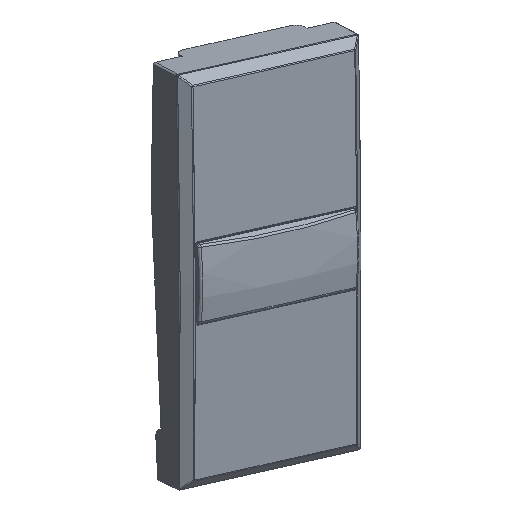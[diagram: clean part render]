
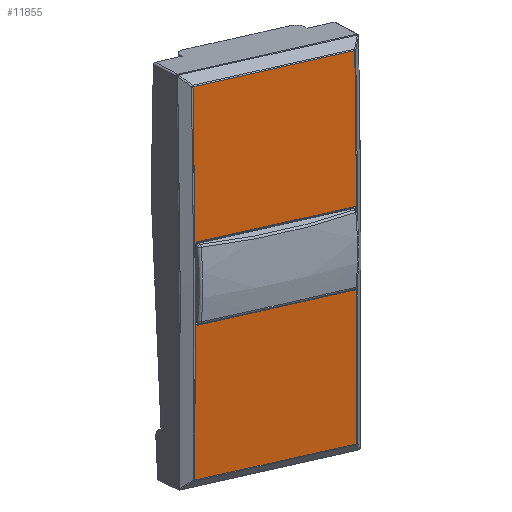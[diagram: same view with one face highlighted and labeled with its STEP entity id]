
A CAD part, top view. The second image highlights one B-rep face of the part: STEP entity #11855.
In plain terms, the highlighted cylindrical face has radius 835.198 mm (diameter 1670.4 mm), a partial arc.
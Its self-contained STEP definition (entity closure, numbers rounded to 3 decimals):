
#10944=CARTESIAN_POINT('Vertex',(-4.452,-9.427,9.263)) ;
#10950=CARTESIAN_POINT('Vertex',(-4.452,9.427,9.263)) ;
#10953=CARTESIAN_POINT('Line Origine',(-4.452,0.,9.263)) ;
#10974=CARTESIAN_POINT('Vertex',(-4.152,9.727,9.265)) ;
#10978=CARTESIAN_POINT('Control Point',(-4.452,9.427,9.263)) ;
#10979=CARTESIAN_POINT('Control Point',(-4.452,9.544,9.263)) ;
#10980=CARTESIAN_POINT('Control Point',(-4.389,9.664,9.263)) ;
#10981=CARTESIAN_POINT('Control Point',(-4.269,9.727,9.264)) ;
#10982=CARTESIAN_POINT('Control Point',(-4.152,9.727,9.265)) ;
#10997=CARTESIAN_POINT('Control Point',(4.152,9.727,9.265)) ;
#10998=CARTESIAN_POINT('Control Point',(1.384,9.727,9.278)) ;
#10999=CARTESIAN_POINT('Control Point',(-1.384,9.727,9.278)) ;
#11000=CARTESIAN_POINT('Control Point',(-4.152,9.727,9.265)) ;
#11001=CARTESIAN_POINT('Vertex',(4.152,9.727,9.265)) ;
#11024=CARTESIAN_POINT('Vertex',(4.452,9.427,9.263)) ;
#11028=CARTESIAN_POINT('Control Point',(4.452,9.427,9.263)) ;
#11029=CARTESIAN_POINT('Control Point',(4.452,9.544,9.263)) ;
#11030=CARTESIAN_POINT('Control Point',(4.389,9.664,9.263)) ;
#11031=CARTESIAN_POINT('Control Point',(4.269,9.727,9.264)) ;
#11032=CARTESIAN_POINT('Control Point',(4.152,9.727,9.265)) ;
#11047=CARTESIAN_POINT('Control Point',(4.452,9.427,9.263)) ;
#11048=CARTESIAN_POINT('Control Point',(4.452,-9.427,9.263)) ;
#11049=CARTESIAN_POINT('Vertex',(4.452,-9.427,9.263)) ;
#11072=CARTESIAN_POINT('Vertex',(4.152,-9.727,9.265)) ;
#11076=CARTESIAN_POINT('Control Point',(4.452,-9.427,9.263)) ;
#11077=CARTESIAN_POINT('Control Point',(4.452,-9.544,9.263)) ;
#11078=CARTESIAN_POINT('Control Point',(4.389,-9.664,9.263)) ;
#11079=CARTESIAN_POINT('Control Point',(4.269,-9.727,9.264)) ;
#11080=CARTESIAN_POINT('Control Point',(4.152,-9.727,9.265)) ;
#11097=CARTESIAN_POINT('Vertex',(-4.152,-9.727,9.265)) ;
#11101=CARTESIAN_POINT('Control Point',(-4.152,-9.727,9.265)) ;
#11102=CARTESIAN_POINT('Control Point',(-1.384,-9.727,9.278)) ;
#11103=CARTESIAN_POINT('Control Point',(1.384,-9.727,9.278)) ;
#11104=CARTESIAN_POINT('Control Point',(4.152,-9.727,9.265)) ;
#11119=CARTESIAN_POINT('Control Point',(-4.452,-9.427,9.263)) ;
#11120=CARTESIAN_POINT('Control Point',(-4.452,-9.544,9.263)) ;
#11121=CARTESIAN_POINT('Control Point',(-4.389,-9.664,9.263)) ;
#11122=CARTESIAN_POINT('Control Point',(-4.269,-9.727,9.264)) ;
#11123=CARTESIAN_POINT('Control Point',(-4.152,-9.727,9.265)) ;
#11804=CARTESIAN_POINT('Axis2P3D Location',(0.,0.,-825.923)) ;
#11810=CARTESIAN_POINT('Control Point',(21.036,-9.754,9.01)) ;
#11811=CARTESIAN_POINT('Control Point',(7.026,-9.748,9.363)) ;
#11812=CARTESIAN_POINT('Control Point',(-6.992,-9.748,9.363)) ;
#11813=CARTESIAN_POINT('Control Point',(-21.002,-9.754,9.011)) ;
#11814=CARTESIAN_POINT('Vertex',(21.036,-9.754,9.01)) ;
#11816=CARTESIAN_POINT('Vertex',(-21.002,-9.754,9.011)) ;
#11819=CARTESIAN_POINT('Line Origine',(21.036,0.,9.01)) ;
#11823=CARTESIAN_POINT('Vertex',(21.036,9.754,9.01)) ;
#11827=CARTESIAN_POINT('Control Point',(-21.002,9.754,9.011)) ;
#11828=CARTESIAN_POINT('Control Point',(-6.992,9.748,9.363)) ;
#11829=CARTESIAN_POINT('Control Point',(7.026,9.748,9.363)) ;
#11830=CARTESIAN_POINT('Control Point',(21.036,9.754,9.01)) ;
#11831=CARTESIAN_POINT('Vertex',(-21.002,9.754,9.011)) ;
#11834=CARTESIAN_POINT('Line Origine',(-21.002,0.,9.011)) ;
#10954=DIRECTION('Vector Direction',(0.,1.,0.)) ;
#11805=DIRECTION('Axis2P3D Direction',(0.,1.,-0.)) ;
#11806=DIRECTION('Axis2P3D XDirection',(-0.027,0.,1.)) ;
#11820=DIRECTION('Vector Direction',(0.,1.,0.)) ;
#11835=DIRECTION('Vector Direction',(0.,1.,0.)) ;
#11807=AXIS2_PLACEMENT_3D('Cylinder Axis2P3D',#11804,#11805,#11806) ;
#11840=ORIENTED_EDGE('',*,*,#11818,.F.) ;
#11841=ORIENTED_EDGE('',*,*,#11825,.T.) ;
#11842=ORIENTED_EDGE('',*,*,#11833,.T.) ;
#11843=ORIENTED_EDGE('',*,*,#11838,.F.) ;
#11846=ORIENTED_EDGE('',*,*,#11124,.T.) ;
#11847=ORIENTED_EDGE('',*,*,#10957,.T.) ;
#11848=ORIENTED_EDGE('',*,*,#10983,.T.) ;
#11849=ORIENTED_EDGE('',*,*,#11003,.T.) ;
#11850=ORIENTED_EDGE('',*,*,#11033,.T.) ;
#11851=ORIENTED_EDGE('',*,*,#11051,.F.) ;
#11852=ORIENTED_EDGE('',*,*,#11081,.T.) ;
#11853=ORIENTED_EDGE('',*,*,#11105,.T.) ;
#11854=FACE_BOUND('',#11845,.T.) ;
#10955=VECTOR('Line Direction',#10954,1.) ;
#11821=VECTOR('Line Direction',#11820,1.) ;
#11836=VECTOR('Line Direction',#11835,1.) ;
#11855=ADVANCED_FACE('PartBody',(#11844,#11854),#11808,.T.) ;
#10977=B_SPLINE_CURVE_WITH_KNOTS('',4,(#10978,#10979,#10980,#10981,#10982),.UNSPECIFIED.,.F.,.U.,(5,5),(0.,0.665),.UNSPECIFIED.) ;
#10996=B_SPLINE_CURVE_WITH_KNOTS('',3,(#10997,#10998,#10999,#11000),.UNSPECIFIED.,.F.,.U.,(4,4),(0.424,12.167),.UNSPECIFIED.) ;
#11027=B_SPLINE_CURVE_WITH_KNOTS('',4,(#11028,#11029,#11030,#11031,#11032),.UNSPECIFIED.,.F.,.U.,(5,5),(0.,0.665),.UNSPECIFIED.) ;
#11046=B_SPLINE_CURVE_WITH_KNOTS('',1,(#11047,#11048),.UNSPECIFIED.,.F.,.U.,(2,2),(-19.191,-0.338),.UNSPECIFIED.) ;
#11075=B_SPLINE_CURVE_WITH_KNOTS('',4,(#11076,#11077,#11078,#11079,#11080),.UNSPECIFIED.,.F.,.U.,(5,5),(0.,0.665),.UNSPECIFIED.) ;
#11100=B_SPLINE_CURVE_WITH_KNOTS('',3,(#11101,#11102,#11103,#11104),.UNSPECIFIED.,.F.,.U.,(4,4),(0.422,12.165),.UNSPECIFIED.) ;
#11118=B_SPLINE_CURVE_WITH_KNOTS('',4,(#11119,#11120,#11121,#11122,#11123),.UNSPECIFIED.,.F.,.U.,(5,5),(0.,0.665),.UNSPECIFIED.) ;
#11809=B_SPLINE_CURVE_WITH_KNOTS('',3,(#11810,#11811,#11812,#11813),.UNSPECIFIED.,.F.,.U.,(4,4),(17.504,90.29),.UNSPECIFIED.) ;
#11826=B_SPLINE_CURVE_WITH_KNOTS('',3,(#11827,#11828,#11829,#11830),.UNSPECIFIED.,.F.,.U.,(4,4),(17.541,90.327),.UNSPECIFIED.) ;
#11808=CYLINDRICAL_SURFACE('generated cylinder',#11807,835.198) ;
#10957=EDGE_CURVE('',#10945,#10951,#10956,.T.) ;
#10983=EDGE_CURVE('',#10951,#10975,#10977,.T.) ;
#11003=EDGE_CURVE('',#10975,#11002,#10996,.F.) ;
#11033=EDGE_CURVE('',#11002,#11025,#11027,.F.) ;
#11051=EDGE_CURVE('',#11050,#11025,#11046,.F.) ;
#11081=EDGE_CURVE('',#11050,#11073,#11075,.T.) ;
#11105=EDGE_CURVE('',#11073,#11098,#11100,.F.) ;
#11124=EDGE_CURVE('',#11098,#10945,#11118,.F.) ;
#11818=EDGE_CURVE('',#11815,#11817,#11809,.T.) ;
#11825=EDGE_CURVE('',#11815,#11824,#11822,.T.) ;
#11833=EDGE_CURVE('',#11824,#11832,#11826,.F.) ;
#11838=EDGE_CURVE('',#11817,#11832,#11837,.T.) ;
#11839=EDGE_LOOP('',(#11840,#11841,#11842,#11843)) ;
#11845=EDGE_LOOP('',(#11846,#11847,#11848,#11849,#11850,#11851,#11852,#11853)) ;
#11844=FACE_OUTER_BOUND('',#11839,.T.) ;
#10956=LINE('Line',#10953,#10955) ;
#11822=LINE('Line',#11819,#11821) ;
#11837=LINE('Line',#11834,#11836) ;
#10945=VERTEX_POINT('',#10944) ;
#10951=VERTEX_POINT('',#10950) ;
#10975=VERTEX_POINT('',#10974) ;
#11002=VERTEX_POINT('',#11001) ;
#11025=VERTEX_POINT('',#11024) ;
#11050=VERTEX_POINT('',#11049) ;
#11073=VERTEX_POINT('',#11072) ;
#11098=VERTEX_POINT('',#11097) ;
#11815=VERTEX_POINT('',#11814) ;
#11817=VERTEX_POINT('',#11816) ;
#11824=VERTEX_POINT('',#11823) ;
#11832=VERTEX_POINT('',#11831) ;
